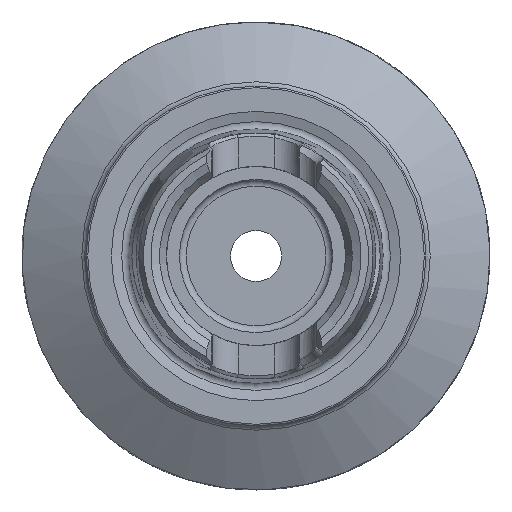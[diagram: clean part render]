
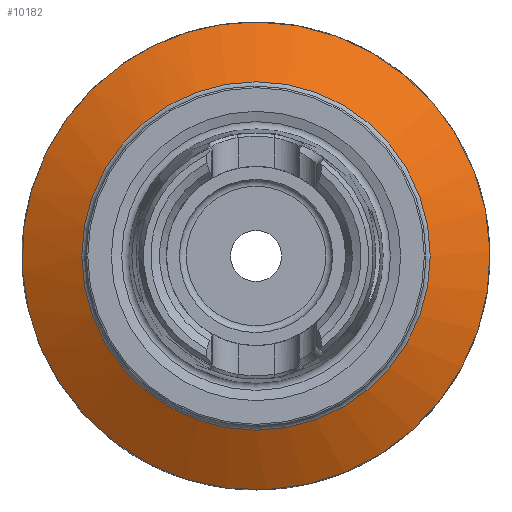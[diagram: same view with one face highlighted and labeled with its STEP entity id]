
A CAD part, left-side view. The second image highlights one B-rep face of the part: STEP entity #10182.
In plain terms, the highlighted conical face has half-angle 60 degrees and reference radius 27.5 mm.
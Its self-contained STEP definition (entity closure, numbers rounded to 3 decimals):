
#2649 = CARTESIAN_POINT ( 'NONE',  ( 16.345, 0., 0. ) ) ;
#3221 = AXIS2_PLACEMENT_3D ( 'NONE', #30717, #15905, #11070 ) ;
#3456 = CIRCLE ( 'NONE', #3221, 20.475 ) ;
#5069 = CARTESIAN_POINT ( 'NONE',  ( 16.345, 0., 27.5 ) ) ;
#5327 = EDGE_LOOP ( 'NONE', ( #25755 ) ) ;
#5911 = DIRECTION ( 'NONE',  ( -1., 0., 0. ) ) ;
#8044 = DIRECTION ( 'NONE',  ( 0., 0., 1. ) ) ;
#8657 = CARTESIAN_POINT ( 'NONE',  ( 12.289, 0., 20.475 ) ) ;
#9955 = EDGE_LOOP ( 'NONE', ( #15050 ) ) ;
#10182 = ADVANCED_FACE ( 'NONE', ( #29002, #20901 ), #26665, .T. ) ;
#11070 = DIRECTION ( 'NONE',  ( 0., 0., 1. ) ) ;
#12719 = EDGE_CURVE ( 'NONE', #19765, #19765, #28247, .T. ) ;
#15050 = ORIENTED_EDGE ( 'NONE', *, *, #12719, .T. ) ;
#15905 = DIRECTION ( 'NONE',  ( -1., 0., 0. ) ) ;
#16001 = AXIS2_PLACEMENT_3D ( 'NONE', #27866, #5911, #8044 ) ;
#18783 = AXIS2_PLACEMENT_3D ( 'NONE', #2649, #19854, #19960 ) ;
#19765 = VERTEX_POINT ( 'NONE', #5069 ) ;
#19854 = DIRECTION ( 'NONE',  ( 1., 0., 0. ) ) ;
#19960 = DIRECTION ( 'NONE',  ( 0., 0., -1. ) ) ;
#20901 = FACE_OUTER_BOUND ( 'NONE', #9955, .T. ) ;
#20915 = VERTEX_POINT ( 'NONE', #8657 ) ;
#25755 = ORIENTED_EDGE ( 'NONE', *, *, #29143, .F. ) ;
#26665 = CONICAL_SURFACE ( 'NONE', #18783, 27.5, 1.047 ) ;
#27866 = CARTESIAN_POINT ( 'NONE',  ( 16.345, 0., 0. ) ) ;
#28247 = CIRCLE ( 'NONE', #16001, 27.5 ) ;
#29002 = FACE_BOUND ( 'NONE', #5327, .T. ) ;
#29143 = EDGE_CURVE ( 'NONE', #20915, #20915, #3456, .T. ) ;
#30717 = CARTESIAN_POINT ( 'NONE',  ( 12.289, 0., 0. ) ) ;
